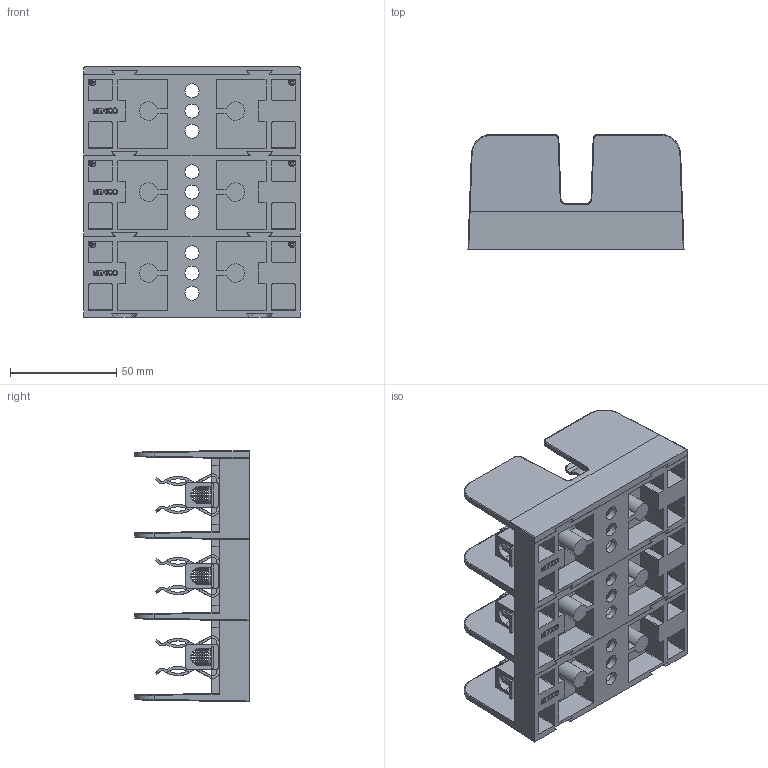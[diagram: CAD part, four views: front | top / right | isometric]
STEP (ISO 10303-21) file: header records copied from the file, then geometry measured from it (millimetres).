
FILE_DESCRIPTION (( 'STEP AP214' ), '1' );
FILE_NAME ('05B0335.STEP', '2017-03-23T19:24:35', ( '' ), ( '' ), 'SwSTEP 2.0', 'SolidWorks 2016', '' );
FILE_SCHEMA (( 'AUTOMOTIVE_DESIGN' ));
Length unit declared in the file: inch
Products named in the file (1): 05B0335
Bounding box: 101.6 x 54 x 117.75 mm (x, y, z)
Surface area: 109158.5 mm2 (no closed solid volume)
Topology: 0 solids, 80 shells, 1298 faces, 5356 edges, 3906 vertices
Faces by surface type: plane 644, cylinder 417, cone 114, bspline 93, torus 24, sphere 6
Full cylindrical faces by diameter (mm): 6.604 x9, 8.382 x6, 9.474 x6
Entity records: 75531 total; most frequent: CARTESIAN_POINT 17052, DIRECTION 8217, ORIENTED_EDGE 7854, EDGE_CURVE 5185, VERTEX_POINT 3882, LINE 3093, VECTOR 3093, AXIS2_PLACEMENT_3D 2562
